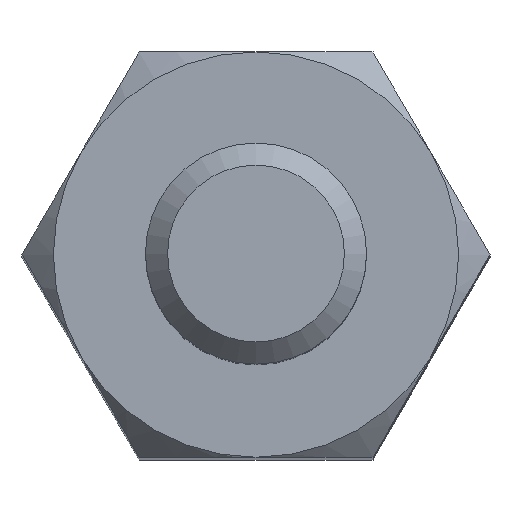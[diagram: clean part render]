
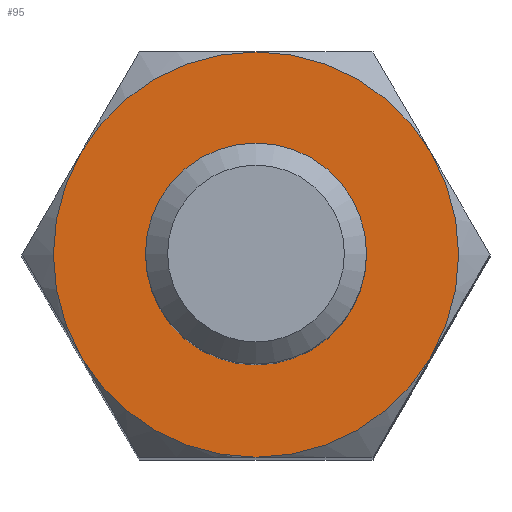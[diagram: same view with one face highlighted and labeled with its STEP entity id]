
A CAD part, top view. The second image highlights one B-rep face of the part: STEP entity #95.
In plain terms, the highlighted planar face has unit normal (0, 0, 1).
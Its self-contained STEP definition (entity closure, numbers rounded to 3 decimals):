
#95 = ADVANCED_FACE( '', ( #203, #204 ), #205, .F. );
#203 = FACE_BOUND( '', #315, .T. );
#204 = FACE_OUTER_BOUND( '', #316, .T. );
#205 = PLANE( '', #317 );
#315 = EDGE_LOOP( '', ( #492 ) );
#316 = EDGE_LOOP( '', ( #493, #494, #495, #496, #497, #498 ) );
#317 = AXIS2_PLACEMENT_3D( '', #499, #500, #501 );
#492 = ORIENTED_EDGE( '', *, *, #585, .T. );
#493 = ORIENTED_EDGE( '', *, *, #639, .T. );
#494 = ORIENTED_EDGE( '', *, *, #647, .T. );
#495 = ORIENTED_EDGE( '', *, *, #621, .T. );
#496 = ORIENTED_EDGE( '', *, *, #597, .T. );
#497 = ORIENTED_EDGE( '', *, *, #648, .T. );
#498 = ORIENTED_EDGE( '', *, *, #608, .T. );
#499 = CARTESIAN_POINT( '', ( 0., 0., 0. ) );
#500 = DIRECTION( '', ( 0., 0., -1. ) );
#501 = DIRECTION( '', ( -1., 0., 0. ) );
#585 = EDGE_CURVE( '', #671, #671, #672, .T. );
#597 = EDGE_CURVE( '', #686, #689, #691, .F. );
#608 = EDGE_CURVE( '', #704, #707, #709, .T. );
#621 = EDGE_CURVE( '', #725, #686, #729, .F. );
#639 = EDGE_CURVE( '', #707, #753, #755, .F. );
#647 = EDGE_CURVE( '', #753, #725, #764, .F. );
#648 = EDGE_CURVE( '', #689, #704, #765, .F. );
#671 = VERTEX_POINT( '', #790 );
#672 = CIRCLE( '', #791, 1.3 );
#686 = VERTEX_POINT( '', #817 );
#689 = VERTEX_POINT( '', #825 );
#691 = CIRCLE( '', #834, 2.75 );
#704 = VERTEX_POINT( '', #861 );
#707 = VERTEX_POINT( '', #871 );
#709 = CIRCLE( '', #880, 2.75 );
#725 = VERTEX_POINT( '', #910 );
#729 = CIRCLE( '', #928, 2.75 );
#753 = VERTEX_POINT( '', #985 );
#755 = CIRCLE( '', #994, 2.75 );
#764 = CIRCLE( '', #1005, 2.75 );
#765 = CIRCLE( '', #1006, 2.75 );
#790 = CARTESIAN_POINT( '', ( -1.3, 0., 0. ) );
#791 = AXIS2_PLACEMENT_3D( '', #1066, #1067, #1068 );
#817 = CARTESIAN_POINT( '', ( 2.382, -1.375, 0. ) );
#825 = CARTESIAN_POINT( '', ( 2.382, 1.375, 0. ) );
#834 = AXIS2_PLACEMENT_3D( '', #1078, #1079, #1080 );
#861 = CARTESIAN_POINT( '', ( 0., 2.75, 0. ) );
#871 = CARTESIAN_POINT( '', ( -2.382, 1.375, 0. ) );
#880 = AXIS2_PLACEMENT_3D( '', #1090, #1091, #1092 );
#910 = CARTESIAN_POINT( '', ( 0., -2.75, 0. ) );
#928 = AXIS2_PLACEMENT_3D( '', #1108, #1109, #1110 );
#985 = CARTESIAN_POINT( '', ( -2.382, -1.375, 0. ) );
#994 = AXIS2_PLACEMENT_3D( '', #1122, #1123, #1124 );
#1005 = AXIS2_PLACEMENT_3D( '', #1130, #1131, #1132 );
#1006 = AXIS2_PLACEMENT_3D( '', #1133, #1134, #1135 );
#1066 = CARTESIAN_POINT( '', ( 0., 0., 0. ) );
#1067 = DIRECTION( '', ( 0., 0., -1. ) );
#1068 = DIRECTION( '', ( -1., 0., 0. ) );
#1078 = CARTESIAN_POINT( '', ( 0., 0., 0. ) );
#1079 = DIRECTION( '', ( 0., 0., -1. ) );
#1080 = DIRECTION( '', ( -1., 0., 0. ) );
#1090 = CARTESIAN_POINT( '', ( 0., 0., 0. ) );
#1091 = DIRECTION( '', ( 0., 0., 1. ) );
#1092 = DIRECTION( '', ( 1., 0., 0. ) );
#1108 = CARTESIAN_POINT( '', ( 0., 0., 0. ) );
#1109 = DIRECTION( '', ( 0., 0., -1. ) );
#1110 = DIRECTION( '', ( -1., 0., 0. ) );
#1122 = CARTESIAN_POINT( '', ( 0., 0., 0. ) );
#1123 = DIRECTION( '', ( 0., 0., -1. ) );
#1124 = DIRECTION( '', ( -1., 0., 0. ) );
#1130 = CARTESIAN_POINT( '', ( 0., 0., 0. ) );
#1131 = DIRECTION( '', ( 0., 0., -1. ) );
#1132 = DIRECTION( '', ( -1., 0., 0. ) );
#1133 = CARTESIAN_POINT( '', ( 0., 0., 0. ) );
#1134 = DIRECTION( '', ( 0., 0., -1. ) );
#1135 = DIRECTION( '', ( -1., 0., 0. ) );
